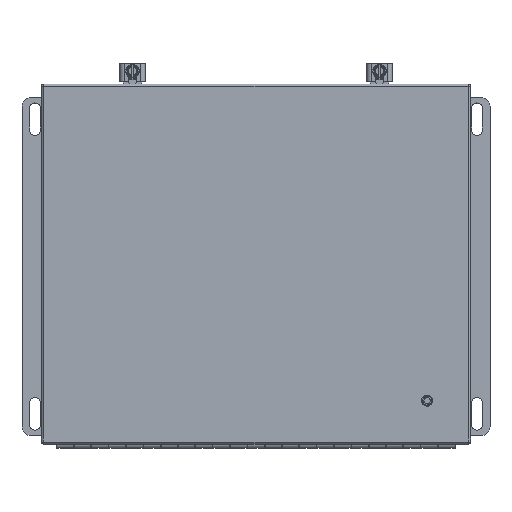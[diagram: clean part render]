
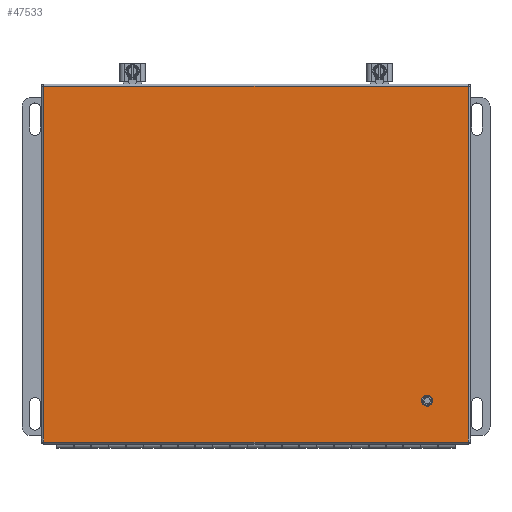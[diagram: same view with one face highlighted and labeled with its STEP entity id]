
A CAD part, top view. The second image highlights one B-rep face of the part: STEP entity #47533.
In plain terms, the highlighted planar face has unit normal (0, 0, 1).
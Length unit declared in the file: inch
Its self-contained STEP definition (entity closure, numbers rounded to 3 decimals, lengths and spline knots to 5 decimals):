
#352 = DIRECTION ( 'NONE',  ( 1., 0., 0. ) ) ;
#621 = CARTESIAN_POINT ( 'NONE',  ( 12.1902, -0.07504, 8.185 ) ) ;
#5574 = CARTESIAN_POINT ( 'NONE',  ( 12.25005, -0.07504, 8.185 ) ) ;
#8643 = DIRECTION ( 'NONE',  ( -1., 0., 0. ) ) ;
#12699 = DIRECTION ( 'NONE',  ( 0., -1., 0. ) ) ;
#12824 = EDGE_CURVE ( 'NONE', #24423, #42092, #28099, .T. ) ;
#13447 = DIRECTION ( 'NONE',  ( -1., 0., 0. ) ) ;
#15605 = ORIENTED_EDGE ( 'NONE', *, *, #59605, .T. ) ;
#19754 = DIRECTION ( 'NONE',  ( -1., 0., 0. ) ) ;
#22159 = ORIENTED_EDGE ( 'NONE', *, *, #73803, .T. ) ;
#22371 = AXIS2_PLACEMENT_3D ( 'NONE', #29539, #59399, #19754 ) ;
#23878 = LINE ( 'NONE', #46751, #56205 ) ;
#24175 = EDGE_LOOP ( 'NONE', ( #15605 ) ) ;
#24423 = VERTEX_POINT ( 'NONE', #621 ) ;
#25203 = VECTOR ( 'NONE', #35083, 39.37008 ) ;
#25636 = EDGE_LOOP ( 'NONE', ( #22159, #57674, #38077, #65910 ) ) ;
#27460 = EDGE_CURVE ( 'NONE', #42092, #70309, #60585, .T. ) ;
#28099 = LINE ( 'NONE', #46357, #25203 ) ;
#29539 = CARTESIAN_POINT ( 'NONE',  ( 12.25005, 8.14639, 8.185 ) ) ;
#29631 = VECTOR ( 'NONE', #352, 39.37008 ) ;
#30293 = FACE_OUTER_BOUND ( 'NONE', #25636, .T. ) ;
#31950 = AXIS2_PLACEMENT_3D ( 'NONE', #41939, #47516, #13447 ) ;
#34026 = LINE ( 'NONE', #5574, #29631 ) ;
#35083 = DIRECTION ( 'NONE',  ( 0., 1., 0. ) ) ;
#38077 = ORIENTED_EDGE ( 'NONE', *, *, #12824, .T. ) ;
#38216 = CARTESIAN_POINT ( 'NONE',  ( 12.25005, 10.19, 8.185 ) ) ;
#41928 = PLANE ( 'NONE',  #22371 ) ;
#41939 = CARTESIAN_POINT ( 'NONE',  ( 10.99746, 1.1165, 8.185 ) ) ;
#42092 = VERTEX_POINT ( 'NONE', #69054 ) ;
#46357 = CARTESIAN_POINT ( 'NONE',  ( 12.1902, 8.14639, 8.185 ) ) ;
#46671 = VERTEX_POINT ( 'NONE', #73938 ) ;
#46751 = CARTESIAN_POINT ( 'NONE',  ( -0.065, 8.14639, 8.185 ) ) ;
#47505 = FACE_BOUND ( 'NONE', #24175, .T. ) ;
#47516 = DIRECTION ( 'NONE',  ( 0., 0., -1. ) ) ;
#47533 = ADVANCED_FACE ( 'NONE', ( #30293, #47505 ), #41928, .F. ) ;
#48553 = CARTESIAN_POINT ( 'NONE',  ( -0.065, -0.07504, 8.185 ) ) ;
#52528 = VERTEX_POINT ( 'NONE', #48553 ) ;
#53509 = VECTOR ( 'NONE', #8643, 39.37008 ) ;
#56205 = VECTOR ( 'NONE', #12699, 39.37008 ) ;
#57674 = ORIENTED_EDGE ( 'NONE', *, *, #64379, .T. ) ;
#59399 = DIRECTION ( 'NONE',  ( 0., 0., -1. ) ) ;
#59605 = EDGE_CURVE ( 'NONE', #46671, #46671, #60548, .T. ) ;
#60548 = CIRCLE ( 'NONE', #31950, 0.15655 ) ;
#60585 = LINE ( 'NONE', #38216, #53509 ) ;
#64379 = EDGE_CURVE ( 'NONE', #52528, #24423, #34026, .T. ) ;
#65910 = ORIENTED_EDGE ( 'NONE', *, *, #27460, .T. ) ;
#69054 = CARTESIAN_POINT ( 'NONE',  ( 12.1902, 10.19, 8.185 ) ) ;
#69466 = CARTESIAN_POINT ( 'NONE',  ( -0.065, 10.19, 8.185 ) ) ;
#70309 = VERTEX_POINT ( 'NONE', #69466 ) ;
#73803 = EDGE_CURVE ( 'NONE', #70309, #52528, #23878, .T. ) ;
#73938 = CARTESIAN_POINT ( 'NONE',  ( 10.84091, 1.1165, 8.185 ) ) ;
